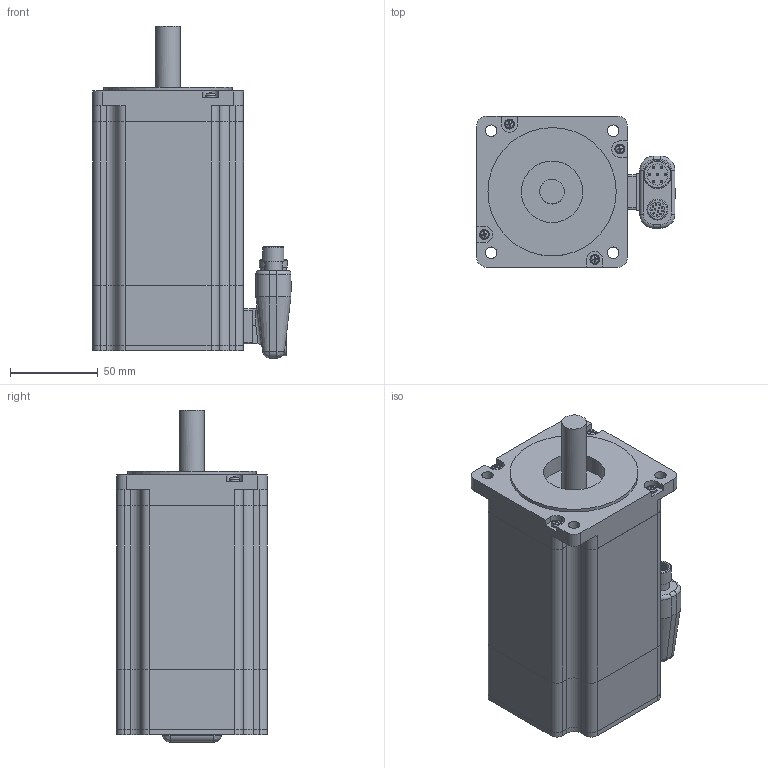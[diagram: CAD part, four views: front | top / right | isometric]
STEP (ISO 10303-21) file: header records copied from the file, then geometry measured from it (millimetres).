
FILE_DESCRIPTION((''),'2;1');
FILE_NAME('AS8918L9504-E.stp','2013-08-13T17:13:23',('Administrator'),(''),'Autodesk Inventor 2013','Autodesk Inventor 2013','');
FILE_SCHEMA(('AUTOMOTIVE_DESIGN { 1 0 10303 214 1 1 1 1 }'));
Length unit declared in the file: millimetre
Products named in the file (1): 零件13
Bounding box: 113.11 x 85.9 x 189 mm (x, y, z)
Surface area: 134331 mm2 (no closed solid volume)
Topology: 0 solids, 10 shells, 636 faces, 1619 edges, 1046 vertices
Faces by surface type: plane 258, cylinder 192, cone 113, torus 40, bspline 17, sphere 16
Full cylindrical faces by diameter (mm): 0.8 x12, 1.25 x7, 2.693 x4, 2.7 x4, 2.729 x4, 3 x18, 3.4 x4, 4 x8, 5.5 x4, 5.54 x2, 6.6 x4, 10 x1, 12 x2, 13 x1, 14 x1, 14.8 x1, 15 x1, 15.5 x1, 16 x1, 17 x1, 32 x1, 35 x1, 51.86 x1, 73.025 x1, 79.5 x1
Entity records: 19927 total; most frequent: CARTESIAN_POINT 4769, DIRECTION 3057, ORIENTED_EDGE 2840, EDGE_CURVE 1420, AXIS2_PLACEMENT_3D 1222, VERTEX_POINT 1001, EDGE_LOOP 871, FACE_OUTER_BOUND 636
